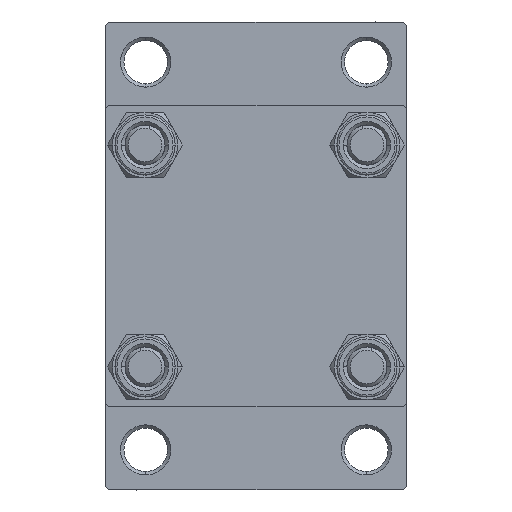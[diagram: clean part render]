
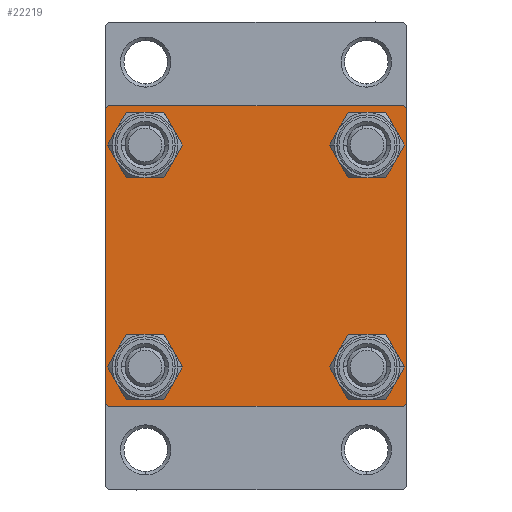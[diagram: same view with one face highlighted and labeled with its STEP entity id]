
A CAD part, left-side view. The second image highlights one B-rep face of the part: STEP entity #22219.
In plain terms, the highlighted planar face has unit normal (-1, 0, 0).
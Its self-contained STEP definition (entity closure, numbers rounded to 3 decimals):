
#598 = CIRCLE ( 'NONE', #33025, 3.5 ) ;
#1525 = VERTEX_POINT ( 'NONE', #17540 ) ;
#1592 = VECTOR ( 'NONE', #9320, 1000. ) ;
#1597 = CARTESIAN_POINT ( 'NONE',  ( 0., 22.5, 22.5 ) ) ;
#2313 = LINE ( 'NONE', #1597, #1592 ) ;
#2700 = VERTEX_POINT ( 'NONE', #9521 ) ;
#3140 = LINE ( 'NONE', #27793, #23031 ) ;
#3224 = VERTEX_POINT ( 'NONE', #41973 ) ;
#3352 = ORIENTED_EDGE ( 'NONE', *, *, #18740, .T. ) ;
#3403 = AXIS2_PLACEMENT_3D ( 'NONE', #29995, #26607, #44514 ) ;
#3603 = CARTESIAN_POINT ( 'NONE',  ( 0., -16.6, -13.1 ) ) ;
#4902 = DIRECTION ( 'NONE',  ( 1., 0., 0. ) ) ;
#5271 = FACE_BOUND ( 'NONE', #11512, .T. ) ;
#6269 = ORIENTED_EDGE ( 'NONE', *, *, #12837, .T. ) ;
#6287 = DIRECTION ( 'NONE',  ( 0., 0., 1. ) ) ;
#6694 = CARTESIAN_POINT ( 'NONE',  ( 0., 16.6, 16.6 ) ) ;
#7247 = LINE ( 'NONE', #29240, #27042 ) ;
#7333 = AXIS2_PLACEMENT_3D ( 'NONE', #41644, #4902, #6287 ) ;
#8338 = CARTESIAN_POINT ( 'NONE',  ( 0., -22.5, 22. ) ) ;
#9320 = DIRECTION ( 'NONE',  ( 0., -1., 0. ) ) ;
#9413 = CIRCLE ( 'NONE', #31007, 3.5 ) ;
#9521 = CARTESIAN_POINT ( 'NONE',  ( 0., 16.6, -20.1 ) ) ;
#9535 = DIRECTION ( 'NONE',  ( 0., -0.707, -0.707 ) ) ;
#10312 = VECTOR ( 'NONE', #9535, 1000. ) ;
#10366 = DIRECTION ( 'NONE',  ( 1., 0., 0. ) ) ;
#10558 = DIRECTION ( 'NONE',  ( 1., 0., 0. ) ) ;
#11128 = DIRECTION ( 'NONE',  ( 0., 0., -1. ) ) ;
#11431 = CARTESIAN_POINT ( 'NONE',  ( 0., 22.5, -22. ) ) ;
#11512 = EDGE_LOOP ( 'NONE', ( #15696, #17621 ) ) ;
#11580 = DIRECTION ( 'NONE',  ( 0., -1., 0. ) ) ;
#11701 = CARTESIAN_POINT ( 'NONE',  ( 0., 22.5, 22. ) ) ;
#11736 = EDGE_CURVE ( 'NONE', #45873, #2700, #37628, .T. ) ;
#12094 = CARTESIAN_POINT ( 'NONE',  ( 0., -16.6, 13.1 ) ) ;
#12371 = ORIENTED_EDGE ( 'NONE', *, *, #40133, .T. ) ;
#12583 = AXIS2_PLACEMENT_3D ( 'NONE', #31922, #32402, #35298 ) ;
#12837 = EDGE_CURVE ( 'NONE', #14810, #23474, #47197, .T. ) ;
#13028 = VERTEX_POINT ( 'NONE', #12094 ) ;
#13779 = VERTEX_POINT ( 'NONE', #33842 ) ;
#13939 = EDGE_CURVE ( 'NONE', #30557, #33941, #3140, .T. ) ;
#14066 = CARTESIAN_POINT ( 'NONE',  ( 0., -22.25, 22.25 ) ) ;
#14810 = VERTEX_POINT ( 'NONE', #8338 ) ;
#15204 = ORIENTED_EDGE ( 'NONE', *, *, #24507, .T. ) ;
#15555 = CARTESIAN_POINT ( 'NONE',  ( 0., -22., -22.5 ) ) ;
#15564 = EDGE_CURVE ( 'NONE', #14810, #33941, #30392, .T. ) ;
#15583 = CIRCLE ( 'NONE', #40270, 3.5 ) ;
#15696 = ORIENTED_EDGE ( 'NONE', *, *, #25120, .T. ) ;
#16002 = CARTESIAN_POINT ( 'NONE',  ( 0., -16.6, 16.6 ) ) ;
#16723 = DIRECTION ( 'NONE',  ( 0., 0.707, 0.707 ) ) ;
#17428 = EDGE_CURVE ( 'NONE', #18716, #29184, #35498, .T. ) ;
#17540 = CARTESIAN_POINT ( 'NONE',  ( 0., 22., 22.5 ) ) ;
#17621 = ORIENTED_EDGE ( 'NONE', *, *, #31983, .T. ) ;
#17805 = EDGE_LOOP ( 'NONE', ( #15204, #41583, #3352, #41054, #47601, #6269, #19280, #25703 ) ) ;
#17905 = VECTOR ( 'NONE', #23969, 1000. ) ;
#18455 = EDGE_CURVE ( 'NONE', #1525, #23474, #2313, .T. ) ;
#18716 = VERTEX_POINT ( 'NONE', #33096 ) ;
#18740 = EDGE_CURVE ( 'NONE', #13779, #30557, #7247, .T. ) ;
#19280 = ORIENTED_EDGE ( 'NONE', *, *, #18455, .F. ) ;
#19398 = DIRECTION ( 'NONE',  ( 1., 0., 0. ) ) ;
#19932 = VECTOR ( 'NONE', #16723, 1000. ) ;
#20486 = CARTESIAN_POINT ( 'NONE',  ( 0., 0., 0. ) ) ;
#20729 = FACE_BOUND ( 'NONE', #47782, .T. ) ;
#20806 = DIRECTION ( 'NONE',  ( 0., 0., 1. ) ) ;
#21507 = EDGE_LOOP ( 'NONE', ( #29721, #12371 ) ) ;
#21797 = CARTESIAN_POINT ( 'NONE',  ( 0., 16.6, 16.6 ) ) ;
#22219 = ADVANCED_FACE ( 'NONE', ( #5271, #34977, #20729, #42497, #42971 ), #34745, .T. ) ;
#23031 = VECTOR ( 'NONE', #32384, 1000. ) ;
#23474 = VERTEX_POINT ( 'NONE', #37267 ) ;
#23969 = DIRECTION ( 'NONE',  ( 0., 0.707, -0.707 ) ) ;
#24199 = CIRCLE ( 'NONE', #7333, 3.5 ) ;
#24507 = EDGE_CURVE ( 'NONE', #26301, #47075, #29502, .T. ) ;
#24728 = EDGE_CURVE ( 'NONE', #2700, #45873, #15583, .T. ) ;
#25120 = EDGE_CURVE ( 'NONE', #27954, #13028, #9413, .T. ) ;
#25164 = EDGE_CURVE ( 'NONE', #1525, #26301, #27585, .T. ) ;
#25529 = ORIENTED_EDGE ( 'NONE', *, *, #11736, .T. ) ;
#25703 = ORIENTED_EDGE ( 'NONE', *, *, #25164, .T. ) ;
#26301 = VERTEX_POINT ( 'NONE', #11701 ) ;
#26607 = DIRECTION ( 'NONE',  ( 1., 0., 0. ) ) ;
#26826 = AXIS2_PLACEMENT_3D ( 'NONE', #31686, #28781, #20806 ) ;
#27042 = VECTOR ( 'NONE', #11580, 1000. ) ;
#27143 = VECTOR ( 'NONE', #11128, 1000. ) ;
#27585 = LINE ( 'NONE', #31221, #17905 ) ;
#27729 = EDGE_CURVE ( 'NONE', #41036, #3224, #28798, .T. ) ;
#27793 = CARTESIAN_POINT ( 'NONE',  ( 0., -22.25, -22.25 ) ) ;
#27954 = VERTEX_POINT ( 'NONE', #38395 ) ;
#27974 = DIRECTION ( 'NONE',  ( -1., 0., 0. ) ) ;
#28059 = CIRCLE ( 'NONE', #3403, 3.5 ) ;
#28452 = EDGE_LOOP ( 'NONE', ( #46489, #39002 ) ) ;
#28781 = DIRECTION ( 'NONE',  ( 1., 0., 0. ) ) ;
#28798 = CIRCLE ( 'NONE', #12583, 3.5 ) ;
#28815 = DIRECTION ( 'NONE',  ( 1., 0., 0. ) ) ;
#28924 = EDGE_CURVE ( 'NONE', #47075, #13779, #34662, .T. ) ;
#29184 = VERTEX_POINT ( 'NONE', #45268 ) ;
#29240 = CARTESIAN_POINT ( 'NONE',  ( 0., 22.5, -22.5 ) ) ;
#29388 = AXIS2_PLACEMENT_3D ( 'NONE', #20486, #27974, #35469 ) ;
#29502 = LINE ( 'NONE', #44247, #27143 ) ;
#29542 = CARTESIAN_POINT ( 'NONE',  ( 0., -22.5, -22. ) ) ;
#29721 = ORIENTED_EDGE ( 'NONE', *, *, #17428, .T. ) ;
#29995 = CARTESIAN_POINT ( 'NONE',  ( 0., -16.6, -16.6 ) ) ;
#30263 = DIRECTION ( 'NONE',  ( 0., 0., 1. ) ) ;
#30392 = LINE ( 'NONE', #45150, #35429 ) ;
#30557 = VERTEX_POINT ( 'NONE', #15555 ) ;
#31007 = AXIS2_PLACEMENT_3D ( 'NONE', #16002, #19398, #30263 ) ;
#31221 = CARTESIAN_POINT ( 'NONE',  ( 0., 22.25, 22.25 ) ) ;
#31686 = CARTESIAN_POINT ( 'NONE',  ( 0., 16.6, -16.6 ) ) ;
#31922 = CARTESIAN_POINT ( 'NONE',  ( 0., -16.6, -16.6 ) ) ;
#31983 = EDGE_CURVE ( 'NONE', #13028, #27954, #24199, .T. ) ;
#32293 = CARTESIAN_POINT ( 'NONE',  ( 0., 16.6, -13.1 ) ) ;
#32384 = DIRECTION ( 'NONE',  ( 0., -0.707, 0.707 ) ) ;
#32402 = DIRECTION ( 'NONE',  ( 1., 0., 0. ) ) ;
#33025 = AXIS2_PLACEMENT_3D ( 'NONE', #6694, #10558, #47076 ) ;
#33076 = EDGE_CURVE ( 'NONE', #3224, #41036, #28059, .T. ) ;
#33096 = CARTESIAN_POINT ( 'NONE',  ( 0., 16.6, 20.1 ) ) ;
#33842 = CARTESIAN_POINT ( 'NONE',  ( 0., 22., -22.5 ) ) ;
#33941 = VERTEX_POINT ( 'NONE', #29542 ) ;
#34662 = LINE ( 'NONE', #46536, #10312 ) ;
#34745 = PLANE ( 'NONE',  #29388 ) ;
#34977 = FACE_BOUND ( 'NONE', #28452, .T. ) ;
#35298 = DIRECTION ( 'NONE',  ( 0., 0., 1. ) ) ;
#35429 = VECTOR ( 'NONE', #44915, 1000. ) ;
#35469 = DIRECTION ( 'NONE',  ( 0., 0., 1. ) ) ;
#35498 = CIRCLE ( 'NONE', #44034, 3.5 ) ;
#37267 = CARTESIAN_POINT ( 'NONE',  ( 0., -22., 22.5 ) ) ;
#37628 = CIRCLE ( 'NONE', #26826, 3.5 ) ;
#38395 = CARTESIAN_POINT ( 'NONE',  ( 0., -16.6, 20.1 ) ) ;
#39002 = ORIENTED_EDGE ( 'NONE', *, *, #33076, .T. ) ;
#40133 = EDGE_CURVE ( 'NONE', #29184, #18716, #598, .T. ) ;
#40180 = DIRECTION ( 'NONE',  ( 0., 0., 1. ) ) ;
#40270 = AXIS2_PLACEMENT_3D ( 'NONE', #43956, #10366, #44194 ) ;
#41036 = VERTEX_POINT ( 'NONE', #3603 ) ;
#41054 = ORIENTED_EDGE ( 'NONE', *, *, #13939, .T. ) ;
#41583 = ORIENTED_EDGE ( 'NONE', *, *, #28924, .T. ) ;
#41644 = CARTESIAN_POINT ( 'NONE',  ( 0., -16.6, 16.6 ) ) ;
#41973 = CARTESIAN_POINT ( 'NONE',  ( 0., -16.6, -20.1 ) ) ;
#42497 = FACE_BOUND ( 'NONE', #21507, .T. ) ;
#42971 = FACE_OUTER_BOUND ( 'NONE', #17805, .T. ) ;
#43956 = CARTESIAN_POINT ( 'NONE',  ( 0., 16.6, -16.6 ) ) ;
#43972 = ORIENTED_EDGE ( 'NONE', *, *, #24728, .T. ) ;
#44034 = AXIS2_PLACEMENT_3D ( 'NONE', #21797, #28815, #40180 ) ;
#44194 = DIRECTION ( 'NONE',  ( 0., 0., 1. ) ) ;
#44247 = CARTESIAN_POINT ( 'NONE',  ( 0., 22.5, 22.5 ) ) ;
#44514 = DIRECTION ( 'NONE',  ( 0., 0., 1. ) ) ;
#44915 = DIRECTION ( 'NONE',  ( 0., 0., -1. ) ) ;
#45150 = CARTESIAN_POINT ( 'NONE',  ( 0., -22.5, 22.5 ) ) ;
#45268 = CARTESIAN_POINT ( 'NONE',  ( 0., 16.6, 13.1 ) ) ;
#45873 = VERTEX_POINT ( 'NONE', #32293 ) ;
#46489 = ORIENTED_EDGE ( 'NONE', *, *, #27729, .T. ) ;
#46536 = CARTESIAN_POINT ( 'NONE',  ( 0., 22.25, -22.25 ) ) ;
#47075 = VERTEX_POINT ( 'NONE', #11431 ) ;
#47076 = DIRECTION ( 'NONE',  ( 0., 0., 1. ) ) ;
#47197 = LINE ( 'NONE', #14066, #19932 ) ;
#47601 = ORIENTED_EDGE ( 'NONE', *, *, #15564, .F. ) ;
#47782 = EDGE_LOOP ( 'NONE', ( #25529, #43972 ) ) ;
